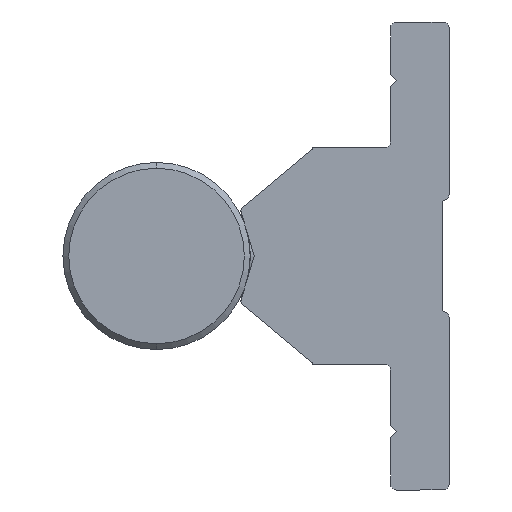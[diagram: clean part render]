
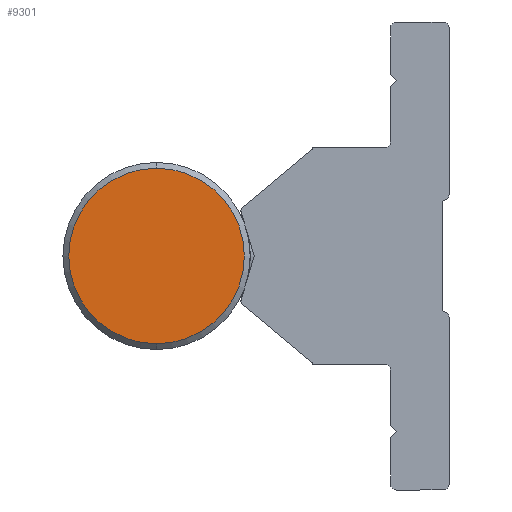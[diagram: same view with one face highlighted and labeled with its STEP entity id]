
A CAD part, left-side view. The second image highlights one B-rep face of the part: STEP entity #9301.
In plain terms, the highlighted planar face has unit normal (-1, 0, 0).
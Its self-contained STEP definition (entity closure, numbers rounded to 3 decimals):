
#577 = CARTESIAN_POINT ( 'NONE',  ( -300., 0., 7.5 ) ) ;
#1278 = EDGE_LOOP ( 'NONE', ( #8487, #4131 ) ) ;
#1366 = DIRECTION ( 'NONE',  ( 0., 0., 1. ) ) ;
#1917 = DIRECTION ( 'NONE',  ( -1., 0., 0. ) ) ;
#2051 = PLANE ( 'NONE',  #6296 ) ;
#2134 = CARTESIAN_POINT ( 'NONE',  ( -300., 0., 0. ) ) ;
#3090 = CIRCLE ( 'NONE', #7389, 7.5 ) ;
#3798 = CIRCLE ( 'NONE', #7181, 7.5 ) ;
#4006 = CARTESIAN_POINT ( 'NONE',  ( -300., 0., -7.5 ) ) ;
#4131 = ORIENTED_EDGE ( 'NONE', *, *, #8991, .T. ) ;
#4297 = CARTESIAN_POINT ( 'NONE',  ( -300., 0., 0. ) ) ;
#4541 = EDGE_CURVE ( 'NONE', #4679, #9794, #3798, .T. ) ;
#4679 = VERTEX_POINT ( 'NONE', #4006 ) ;
#5153 = DIRECTION ( 'NONE',  ( 0., 0., 1. ) ) ;
#5510 = FACE_OUTER_BOUND ( 'NONE', #1278, .T. ) ;
#5952 = DIRECTION ( 'NONE',  ( -1., 0., 0. ) ) ;
#6296 = AXIS2_PLACEMENT_3D ( 'NONE', #6545, #1917, #8101 ) ;
#6545 = CARTESIAN_POINT ( 'NONE',  ( -300., -25., -500. ) ) ;
#6575 = DIRECTION ( 'NONE',  ( -1., 0., 0. ) ) ;
#7181 = AXIS2_PLACEMENT_3D ( 'NONE', #2134, #5952, #1366 ) ;
#7389 = AXIS2_PLACEMENT_3D ( 'NONE', #4297, #6575, #5153 ) ;
#8101 = DIRECTION ( 'NONE',  ( 0., 0., 1. ) ) ;
#8487 = ORIENTED_EDGE ( 'NONE', *, *, #4541, .T. ) ;
#8991 = EDGE_CURVE ( 'NONE', #9794, #4679, #3090, .T. ) ;
#9301 = ADVANCED_FACE ( 'NONE', ( #5510 ), #2051, .T. ) ;
#9794 = VERTEX_POINT ( 'NONE', #577 ) ;
